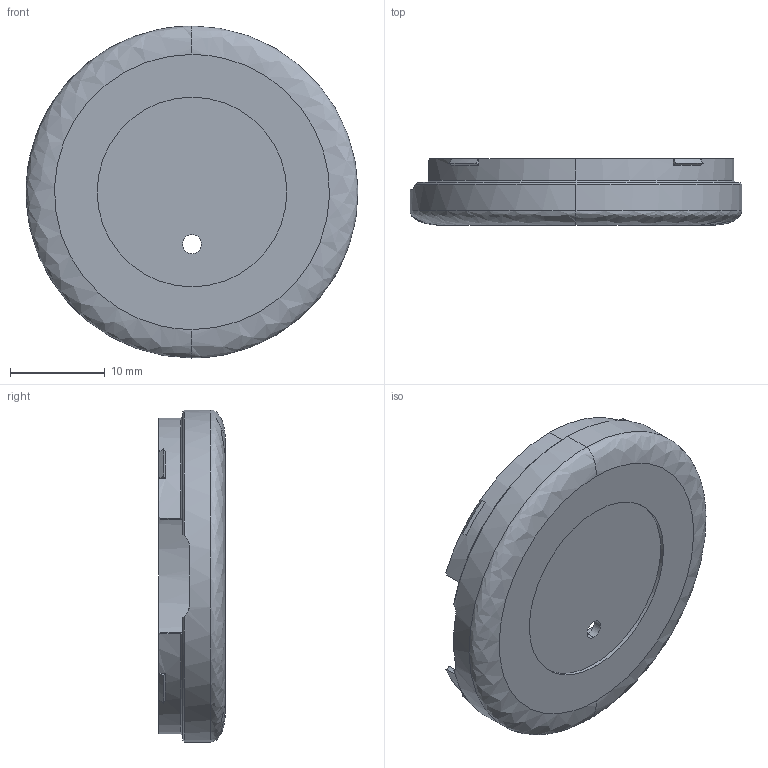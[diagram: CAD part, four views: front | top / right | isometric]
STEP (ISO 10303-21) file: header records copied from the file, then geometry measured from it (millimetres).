
FILE_DESCRIPTION (( 'STEP AP214' ), '1' );
FILE_NAME ('Case_bottom.STEP', '2025-03-31T08:44:56', ( '' ), ( '' ), 'SwSTEP 2.0', 'SolidWorks 2023', '' );
FILE_SCHEMA (( 'AUTOMOTIVE_DESIGN' ));
Length unit declared in the file: millimetre
Products named in the file (1): Case_bottom
Bounding box: 35 x 7 x 35 mm (x, y, z)
Volume: 1937.6 mm3; surface area: 3346.5 mm2
Topology: 1 solids, 1 shells, 117 faces, 319 edges, 205 vertices
Faces by surface type: plane 70, cylinder 19, bspline 14, cone 14
Entity records: 5158 total; most frequent: CARTESIAN_POINT 2304, ORIENTED_EDGE 638, DIRECTION 524, EDGE_CURVE 319, VERTEX_POINT 205, VECTOR 188, LINE 188, AXIS2_PLACEMENT_3D 168
